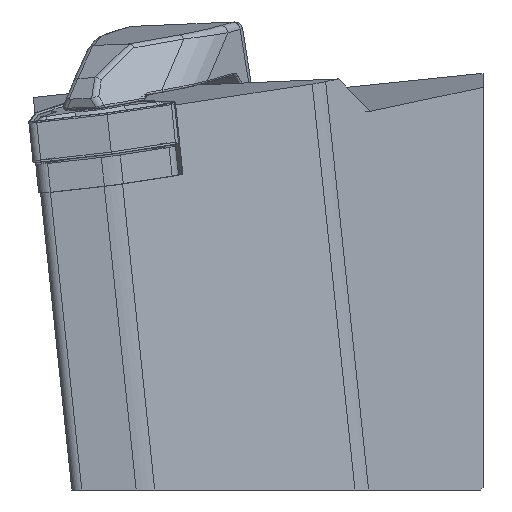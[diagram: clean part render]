
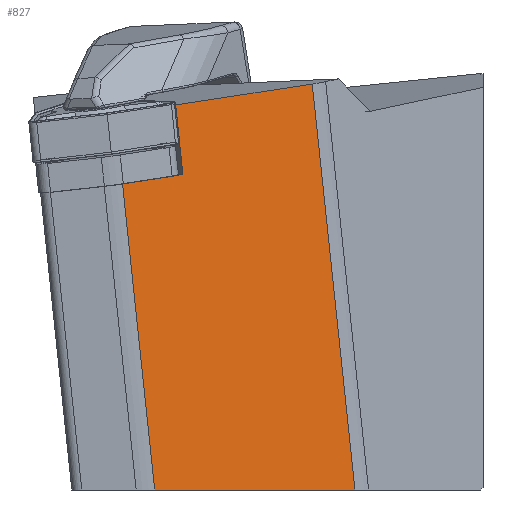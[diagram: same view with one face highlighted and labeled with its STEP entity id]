
A CAD part, left-side view. The second image highlights one B-rep face of the part: STEP entity #827.
In plain terms, the highlighted planar face has unit normal (-0.906, -0.42, -0.051).
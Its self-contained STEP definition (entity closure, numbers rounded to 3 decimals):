
#827=ADVANCED_FACE('',(#1129),#1025,.F.);
#1025=PLANE('',#3943);
#1129=FACE_OUTER_BOUND('',#1313,.T.);
#1313=EDGE_LOOP('',(#1597,#1598,#1599,#1600,#1601,#1602,#1603));
#1597=ORIENTED_EDGE('',*,*,#2849,.F.);
#1598=ORIENTED_EDGE('',*,*,#2888,.F.);
#1599=ORIENTED_EDGE('',*,*,#2887,.F.);
#1600=ORIENTED_EDGE('',*,*,#2889,.F.);
#1601=ORIENTED_EDGE('',*,*,#2890,.T.);
#1602=ORIENTED_EDGE('',*,*,#2861,.F.);
#1603=ORIENTED_EDGE('',*,*,#2842,.T.);
#2526=VERTEX_POINT('',#5304);
#2527=VERTEX_POINT('',#5306);
#2531=VERTEX_POINT('',#5317);
#2540=VERTEX_POINT('',#5343);
#2558=VERTEX_POINT('',#5391);
#2559=VERTEX_POINT('',#5393);
#2560=VERTEX_POINT('',#5398);
#2842=EDGE_CURVE('',#2527,#2526,#3339,.T.);
#2849=EDGE_CURVE('',#2531,#2526,#3345,.T.);
#2861=EDGE_CURVE('',#2527,#2540,#3355,.T.);
#2887=EDGE_CURVE('',#2559,#2558,#3373,.T.);
#2888=EDGE_CURVE('',#2558,#2531,#3374,.T.);
#2889=EDGE_CURVE('',#2560,#2559,#3375,.T.);
#2890=EDGE_CURVE('',#2560,#2540,#3376,.T.);
#3339=LINE('',#5305,#3636);
#3345=LINE('',#5318,#3642);
#3355=LINE('',#5342,#3652);
#3373=LINE('',#5394,#3670);
#3374=LINE('',#5396,#3671);
#3375=LINE('',#5397,#3672);
#3376=LINE('',#5399,#3673);
#3636=VECTOR('',#4291,1.);
#3642=VECTOR('',#4301,1.);
#3652=VECTOR('',#4323,1.);
#3670=VECTOR('',#4369,1.);
#3671=VECTOR('',#4372,1.);
#3672=VECTOR('',#4373,1.);
#3673=VECTOR('',#4374,1.);
#3943=AXIS2_PLACEMENT_3D('',#5400,#4375,#4376);
#4291=DIRECTION('',(0.105,-0.104,-0.989));
#4301=DIRECTION('',(0.41,-0.901,0.138));
#4323=DIRECTION('',(0.41,-0.901,0.138));
#4369=DIRECTION('',(-0.105,0.104,0.989));
#4372=DIRECTION('',(0.41,-0.901,0.138));
#4373=DIRECTION('',(-0.421,0.907,0.));
#4374=DIRECTION('',(-0.105,0.104,0.989));
#4375=DIRECTION('',(0.906,0.42,0.052));
#4376=DIRECTION('',(0.421,-0.907,0.));
#5304=CARTESIAN_POINT('',(5.305,32.652,-5.696));
#5305=CARTESIAN_POINT('',(4.26,33.691,4.195));
#5306=CARTESIAN_POINT('',(4.506,33.446,1.86));
#5317=CARTESIAN_POINT('',(5.005,33.311,-5.797));
#5318=CARTESIAN_POINT('',(5.718,31.744,-5.557));
#5342=CARTESIAN_POINT('',(1.513,40.02,0.853));
#5343=CARTESIAN_POINT('',(11.271,18.592,4.136));
#5391=CARTESIAN_POINT('',(2.311,39.226,-6.704));
#5393=CARTESIAN_POINT('',(5.83,35.727,-40.));
#5394=CARTESIAN_POINT('',(6.682,34.879,-48.067));
#5396=CARTESIAN_POINT('',(5.718,31.744,-5.557));
#5397=CARTESIAN_POINT('',(6.305,34.704,-40.));
#5398=CARTESIAN_POINT('',(15.935,13.953,-40.));
#5399=CARTESIAN_POINT('',(16.441,13.45,-44.783));
#5400=CARTESIAN_POINT('',(6.682,34.879,-48.067));
